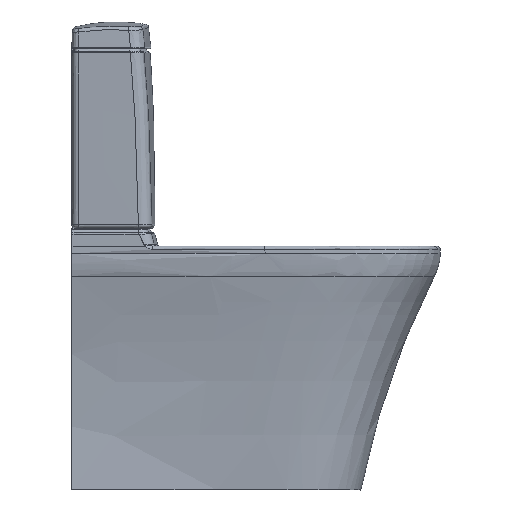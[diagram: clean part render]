
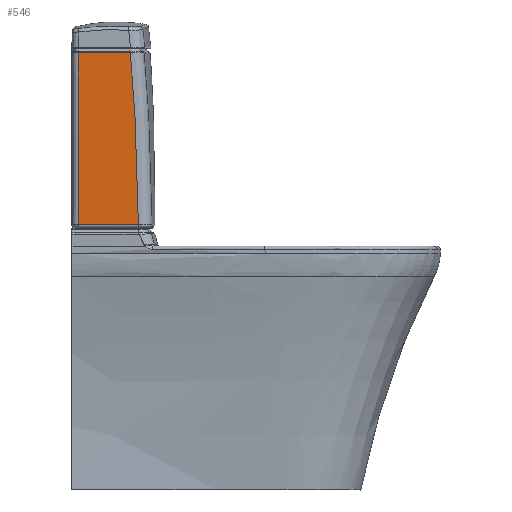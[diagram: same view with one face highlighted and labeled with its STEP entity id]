
A CAD part, left-side view. The second image highlights one B-rep face of the part: STEP entity #546.
In plain terms, the highlighted free-form (B-spline) face has degree [3, 3] with [4, 6] control points.
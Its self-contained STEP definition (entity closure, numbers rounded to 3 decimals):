
#287=B_SPLINE_SURFACE_WITH_KNOTS('',3,3,((#11207,#11208,#11209,#11210,#11211,
#11212),(#11213,#11214,#11215,#11216,#11217,#11218),(#11219,#11220,#11221,
#11222,#11223,#11224),(#11225,#11226,#11227,#11228,#11229,#11230)),
 .UNSPECIFIED.,.F.,.F.,.F.,(4,4),(4,1,1,4),(0.,1.),(0.,0.407,
0.814,1.),.UNSPECIFIED.);
#546=ADVANCED_FACE('',(#850),#287,.T.);
#850=FACE_OUTER_BOUND('',#1137,.T.);
#1137=EDGE_LOOP('',(#1871,#1872,#1873,#1874,#1875,#1876));
#1871=ORIENTED_EDGE('',*,*,#3718,.F.);
#1872=ORIENTED_EDGE('',*,*,#3719,.T.);
#1873=ORIENTED_EDGE('',*,*,#3720,.T.);
#1874=ORIENTED_EDGE('',*,*,#3721,.T.);
#1875=ORIENTED_EDGE('',*,*,#3686,.T.);
#1876=ORIENTED_EDGE('',*,*,#3703,.T.);
#3101=VERTEX_POINT('',#10549);
#3102=VERTEX_POINT('',#10550);
#3110=VERTEX_POINT('',#10818);
#3120=VERTEX_POINT('',#11186);
#3121=VERTEX_POINT('',#11191);
#3122=VERTEX_POINT('',#11202);
#3686=EDGE_CURVE('',#3101,#3102,#4393,.T.);
#3703=EDGE_CURVE('',#3102,#3110,#4407,.T.);
#3718=EDGE_CURVE('',#3120,#3110,#4419,.T.);
#3719=EDGE_CURVE('',#3120,#3121,#4420,.T.);
#3720=EDGE_CURVE('',#3121,#3122,#4421,.T.);
#3721=EDGE_CURVE('',#3122,#3101,#4422,.T.);
#4393=B_SPLINE_CURVE_WITH_KNOTS('',3,(#10545,#10546,#10547,#10548),
 .UNSPECIFIED.,.F.,.F.,(4,4),(0.,1.),.UNSPECIFIED.);
#4407=B_SPLINE_CURVE_WITH_KNOTS('',3,(#10820,#10821,#10822,#10823,#10824),
 .UNSPECIFIED.,.F.,.F.,(4,1,4),(0.,0.451,1.),.UNSPECIFIED.);
#4419=B_SPLINE_CURVE_WITH_KNOTS('',3,(#11176,#11177,#11178,#11179,#11180,
#11181,#11182,#11183,#11184,#11185),.UNSPECIFIED.,.F.,.F.,(4,2,2,2,4),(0.,
0.125,0.25,0.5,1.),.UNSPECIFIED.);
#4420=B_SPLINE_CURVE_WITH_KNOTS('',3,(#11187,#11188,#11189,#11190),
 .UNSPECIFIED.,.F.,.F.,(4,4),(0.,1.),.UNSPECIFIED.);
#4421=B_SPLINE_CURVE_WITH_KNOTS('',3,(#11192,#11193,#11194,#11195,#11196,
#11197,#11198,#11199,#11200,#11201),.UNSPECIFIED.,.F.,.F.,(4,3,3,4),(0.,
0.154,0.771,1.),.UNSPECIFIED.);
#4422=B_SPLINE_CURVE_WITH_KNOTS('',3,(#11203,#11204,#11205,#11206),
 .UNSPECIFIED.,.F.,.F.,(4,4),(0.,1.),.UNSPECIFIED.);
#10545=CARTESIAN_POINT('',(-181.658,-11.355,309.672));
#10546=CARTESIAN_POINT('',(-178.176,-11.338,215.419));
#10547=CARTESIAN_POINT('',(-174.443,-11.321,114.438));
#10548=CARTESIAN_POINT('',(-170.459,-11.306,6.73));
#10549=CARTESIAN_POINT('',(-181.658,-11.355,309.672));
#10550=CARTESIAN_POINT('',(-170.459,-11.306,6.732));
#10818=CARTESIAN_POINT('',(-176.253,-117.341,6.734));
#10820=CARTESIAN_POINT('',(-170.459,-11.306,6.733));
#10821=CARTESIAN_POINT('',(-171.408,-27.24,6.734));
#10822=CARTESIAN_POINT('',(-173.516,-62.576,6.735));
#10823=CARTESIAN_POINT('',(-175.363,-97.926,6.734));
#10824=CARTESIAN_POINT('',(-176.253,-117.341,6.733));
#11176=CARTESIAN_POINT('',(-186.529,-103.174,309.662));
#11177=CARTESIAN_POINT('',(-186.133,-104.439,297.082));
#11178=CARTESIAN_POINT('',(-185.733,-105.649,284.497));
#11179=CARTESIAN_POINT('',(-184.921,-107.754,259.309));
#11180=CARTESIAN_POINT('',(-184.508,-108.667,246.706));
#11181=CARTESIAN_POINT('',(-183.251,-111.038,208.874));
#11182=CARTESIAN_POINT('',(-182.391,-112.138,183.621));
#11183=CARTESIAN_POINT('',(-179.779,-114.757,107.824));
#11184=CARTESIAN_POINT('',(-177.994,-115.579,57.267));
#11185=CARTESIAN_POINT('',(-176.253,-117.341,6.736));
#11186=CARTESIAN_POINT('',(-186.529,-103.174,309.662));
#11187=CARTESIAN_POINT('',(-186.529,-103.174,309.662));
#11188=CARTESIAN_POINT('',(-186.509,-102.719,309.672));
#11189=CARTESIAN_POINT('',(-186.488,-102.263,309.677));
#11190=CARTESIAN_POINT('',(-186.467,-101.808,309.677));
#11191=CARTESIAN_POINT('',(-186.467,-101.808,309.677));
#11192=CARTESIAN_POINT('',(-186.467,-101.808,309.677));
#11193=CARTESIAN_POINT('',(-186.255,-97.156,309.677));
#11194=CARTESIAN_POINT('',(-186.032,-92.504,309.677));
#11195=CARTESIAN_POINT('',(-185.801,-87.853,309.676));
#11196=CARTESIAN_POINT('',(-184.877,-69.248,309.675));
#11197=CARTESIAN_POINT('',(-183.835,-50.649,309.674));
#11198=CARTESIAN_POINT('',(-182.806,-32.05,309.673));
#11199=CARTESIAN_POINT('',(-182.424,-25.162,309.672));
#11200=CARTESIAN_POINT('',(-182.042,-18.274,309.672));
#11201=CARTESIAN_POINT('',(-181.66,-11.386,309.672));
#11202=CARTESIAN_POINT('',(-181.66,-11.386,309.672));
#11203=CARTESIAN_POINT('',(-181.66,-11.386,309.672));
#11204=CARTESIAN_POINT('',(-181.659,-11.376,309.672));
#11205=CARTESIAN_POINT('',(-181.659,-11.366,309.672));
#11206=CARTESIAN_POINT('',(-181.658,-11.355,309.672));
#11207=CARTESIAN_POINT('',(-181.61,-0.019,325.284));
#11208=CARTESIAN_POINT('',(-182.556,-17.198,325.284));
#11209=CARTESIAN_POINT('',(-184.463,-51.551,325.284));
#11210=CARTESIAN_POINT('',(-186.74,-93.753,325.284));
#11211=CARTESIAN_POINT('',(-187.762,-118.846,325.284));
#11212=CARTESIAN_POINT('',(-188.057,-126.726,325.284));
#11213=CARTESIAN_POINT('',(-177.558,-0.019,216.121));
#11214=CARTESIAN_POINT('',(-178.581,-18.061,216.122));
#11215=CARTESIAN_POINT('',(-180.65,-54.141,216.123));
#11216=CARTESIAN_POINT('',(-183.013,-98.474,216.122));
#11217=CARTESIAN_POINT('',(-184.104,-124.813,216.121));
#11218=CARTESIAN_POINT('',(-184.423,-133.084,216.121));
#11219=CARTESIAN_POINT('',(-173.507,-0.019,106.959));
#11220=CARTESIAN_POINT('',(-174.606,-18.924,106.96));
#11221=CARTESIAN_POINT('',(-176.837,-56.73,106.961));
#11222=CARTESIAN_POINT('',(-179.286,-103.195,106.96));
#11223=CARTESIAN_POINT('',(-180.447,-130.781,106.958));
#11224=CARTESIAN_POINT('',(-180.789,-139.441,106.958));
#11225=CARTESIAN_POINT('',(-169.456,-0.019,-2.204));
#11226=CARTESIAN_POINT('',(-170.631,-19.787,-2.202));
#11227=CARTESIAN_POINT('',(-173.025,-59.319,-2.2));
#11228=CARTESIAN_POINT('',(-175.559,-107.916,-2.202));
#11229=CARTESIAN_POINT('',(-176.79,-136.749,-2.205));
#11230=CARTESIAN_POINT('',(-177.155,-145.799,-2.205));
